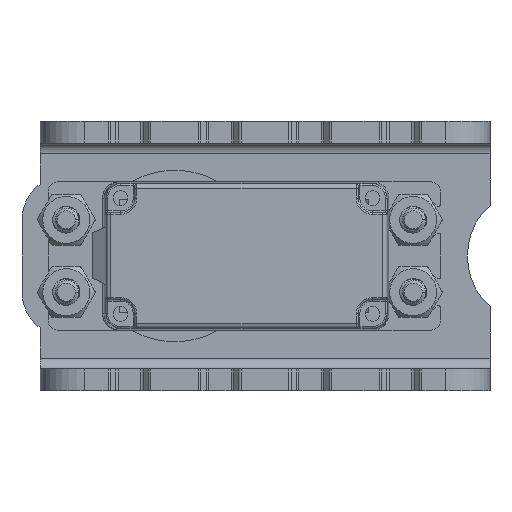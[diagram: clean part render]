
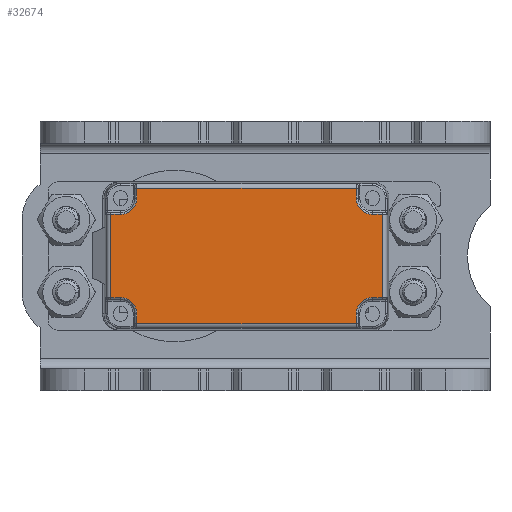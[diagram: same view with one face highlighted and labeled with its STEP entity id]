
A CAD part, left-side view. The second image highlights one B-rep face of the part: STEP entity #32674.
In plain terms, the highlighted face is planar.
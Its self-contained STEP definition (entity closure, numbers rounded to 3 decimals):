
#29514=DIRECTION('',(1.,0.,0.));
#29515=VECTOR('',#29514,1.09);
#29516=CARTESIAN_POINT('',(-22.59,0.,4.6));
#29517=LINE('',#29516,#29515);
#29518=CARTESIAN_POINT('',(-21.5,0.,6.4));
#29519=DIRECTION('',(0.,-1.,0.));
#29520=DIRECTION('',(0.,0.,-1.));
#29521=AXIS2_PLACEMENT_3D('',#29518,#29519,#29520);
#29523=DIRECTION('',(0.,0.,1.));
#29524=VECTOR('',#29523,1.09);
#29525=CARTESIAN_POINT('',(-19.7,0.,6.4));
#29526=LINE('',#29525,#29524);
#29527=DIRECTION('',(-1.,0.,0.));
#29528=VECTOR('',#29527,24.3);
#29529=CARTESIAN_POINT('',(4.6,0.,7.49));
#29530=LINE('',#29529,#29528);
#29531=DIRECTION('',(0.,0.,-1.));
#29532=VECTOR('',#29531,1.09);
#29533=CARTESIAN_POINT('',(4.6,0.,7.49));
#29534=LINE('',#29533,#29532);
#29535=CARTESIAN_POINT('',(6.4,0.,6.4));
#29536=DIRECTION('',(0.,-1.,0.));
#29537=DIRECTION('',(-1.,0.,0.));
#29538=AXIS2_PLACEMENT_3D('',#29535,#29536,#29537);
#29540=DIRECTION('',(1.,0.,0.));
#29541=VECTOR('',#29540,1.09);
#29542=CARTESIAN_POINT('',(6.4,0.,4.6));
#29543=LINE('',#29542,#29541);
#29544=DIRECTION('',(0.,0.,1.));
#29545=VECTOR('',#29544,9.2);
#29546=CARTESIAN_POINT('',(7.49,0.,-4.6));
#29547=LINE('',#29546,#29545);
#29548=DIRECTION('',(-1.,0.,0.));
#29549=VECTOR('',#29548,1.09);
#29550=CARTESIAN_POINT('',(7.49,0.,-4.6));
#29551=LINE('',#29550,#29549);
#29552=CARTESIAN_POINT('',(6.4,0.,-6.4));
#29553=DIRECTION('',(0.,-1.,0.));
#29554=DIRECTION('',(0.,0.,1.));
#29555=AXIS2_PLACEMENT_3D('',#29552,#29553,#29554);
#29557=DIRECTION('',(0.,0.,-1.));
#29558=VECTOR('',#29557,1.09);
#29559=CARTESIAN_POINT('',(4.6,0.,-6.4));
#29560=LINE('',#29559,#29558);
#29561=DIRECTION('',(1.,0.,0.));
#29562=VECTOR('',#29561,24.3);
#29563=CARTESIAN_POINT('',(-19.7,0.,-7.49));
#29564=LINE('',#29563,#29562);
#29565=DIRECTION('',(0.,0.,1.));
#29566=VECTOR('',#29565,1.09);
#29567=CARTESIAN_POINT('',(-19.7,0.,-7.49));
#29568=LINE('',#29567,#29566);
#29569=CARTESIAN_POINT('',(-21.5,0.,-6.4));
#29570=DIRECTION('',(0.,-1.,0.));
#29571=DIRECTION('',(1.,0.,0.));
#29572=AXIS2_PLACEMENT_3D('',#29569,#29570,#29571);
#29574=DIRECTION('',(-1.,0.,0.));
#29575=VECTOR('',#29574,1.09);
#29576=CARTESIAN_POINT('',(-21.5,0.,-4.6));
#29577=LINE('',#29576,#29575);
#29578=DIRECTION('',(0.,0.,-1.));
#29579=VECTOR('',#29578,9.2);
#29580=CARTESIAN_POINT('',(-22.59,0.,4.6));
#29581=LINE('',#29580,#29579);
#32213=CARTESIAN_POINT('',(-22.59,0.,4.6));
#32214=VERTEX_POINT('',#32213);
#32215=CARTESIAN_POINT('',(-21.5,0.,4.6));
#32216=VERTEX_POINT('',#32215);
#32217=CARTESIAN_POINT('',(-19.7,0.,6.4));
#32218=VERTEX_POINT('',#32217);
#32221=CARTESIAN_POINT('',(-19.7,0.,7.49));
#32222=VERTEX_POINT('',#32221);
#32241=CARTESIAN_POINT('',(4.6,0.,7.49));
#32242=VERTEX_POINT('',#32241);
#32243=CARTESIAN_POINT('',(4.6,0.,6.4));
#32244=VERTEX_POINT('',#32243);
#32245=CARTESIAN_POINT('',(6.4,0.,4.6));
#32246=VERTEX_POINT('',#32245);
#32249=CARTESIAN_POINT('',(7.49,0.,4.6));
#32250=VERTEX_POINT('',#32249);
#32269=CARTESIAN_POINT('',(7.49,0.,-4.6));
#32270=VERTEX_POINT('',#32269);
#32271=CARTESIAN_POINT('',(6.4,0.,-4.6));
#32272=VERTEX_POINT('',#32271);
#32273=CARTESIAN_POINT('',(4.6,0.,-6.4));
#32274=VERTEX_POINT('',#32273);
#32277=CARTESIAN_POINT('',(4.6,0.,-7.49));
#32278=VERTEX_POINT('',#32277);
#32297=CARTESIAN_POINT('',(-19.7,0.,-7.49));
#32298=VERTEX_POINT('',#32297);
#32299=CARTESIAN_POINT('',(-19.7,0.,-6.4));
#32300=VERTEX_POINT('',#32299);
#32301=CARTESIAN_POINT('',(-21.5,0.,-4.6));
#32302=VERTEX_POINT('',#32301);
#32305=CARTESIAN_POINT('',(-22.59,0.,-4.6));
#32306=VERTEX_POINT('',#32305);
#32635=CARTESIAN_POINT('',(0.,0.,0.));
#32636=DIRECTION('',(0.,1.,0.));
#32637=DIRECTION('',(1.,0.,0.));
#32638=AXIS2_PLACEMENT_3D('',#32635,#32636,#32637);
#32639=PLANE('',#32638);
#32641=ORIENTED_EDGE('',*,*,#32640,.T.);
#32643=ORIENTED_EDGE('',*,*,#32642,.T.);
#32645=ORIENTED_EDGE('',*,*,#32644,.T.);
#32647=ORIENTED_EDGE('',*,*,#32646,.F.);
#32649=ORIENTED_EDGE('',*,*,#32648,.T.);
#32651=ORIENTED_EDGE('',*,*,#32650,.T.);
#32653=ORIENTED_EDGE('',*,*,#32652,.T.);
#32655=ORIENTED_EDGE('',*,*,#32654,.F.);
#32657=ORIENTED_EDGE('',*,*,#32656,.T.);
#32659=ORIENTED_EDGE('',*,*,#32658,.T.);
#32661=ORIENTED_EDGE('',*,*,#32660,.T.);
#32663=ORIENTED_EDGE('',*,*,#32662,.F.);
#32665=ORIENTED_EDGE('',*,*,#32664,.T.);
#32667=ORIENTED_EDGE('',*,*,#32666,.T.);
#32669=ORIENTED_EDGE('',*,*,#32668,.T.);
#32671=ORIENTED_EDGE('',*,*,#32670,.F.);
#32672=EDGE_LOOP('',(#32641,#32643,#32645,#32647,#32649,#32651,#32653,#32655,
#32657,#32659,#32661,#32663,#32665,#32667,#32669,#32671));
#32673=FACE_OUTER_BOUND('',#32672,.F.);
#32674=ADVANCED_FACE('',(#32673),#32639,.F.);
#29522=CIRCLE('',#29521,1.8);
#29539=CIRCLE('',#29538,1.8);
#29556=CIRCLE('',#29555,1.8);
#29573=CIRCLE('',#29572,1.8);
#32640=EDGE_CURVE('',#32214,#32216,#29517,.T.);
#32642=EDGE_CURVE('',#32216,#32218,#29522,.T.);
#32644=EDGE_CURVE('',#32218,#32222,#29526,.T.);
#32646=EDGE_CURVE('',#32242,#32222,#29530,.T.);
#32648=EDGE_CURVE('',#32242,#32244,#29534,.T.);
#32650=EDGE_CURVE('',#32244,#32246,#29539,.T.);
#32652=EDGE_CURVE('',#32246,#32250,#29543,.T.);
#32654=EDGE_CURVE('',#32270,#32250,#29547,.T.);
#32656=EDGE_CURVE('',#32270,#32272,#29551,.T.);
#32658=EDGE_CURVE('',#32272,#32274,#29556,.T.);
#32660=EDGE_CURVE('',#32274,#32278,#29560,.T.);
#32662=EDGE_CURVE('',#32298,#32278,#29564,.T.);
#32664=EDGE_CURVE('',#32298,#32300,#29568,.T.);
#32666=EDGE_CURVE('',#32300,#32302,#29573,.T.);
#32668=EDGE_CURVE('',#32302,#32306,#29577,.T.);
#32670=EDGE_CURVE('',#32214,#32306,#29581,.T.);
